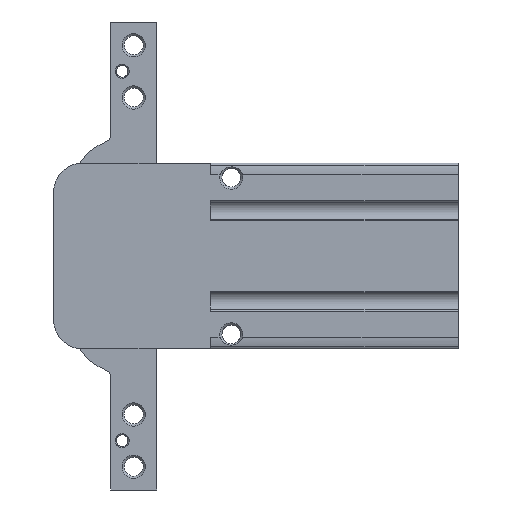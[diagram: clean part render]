
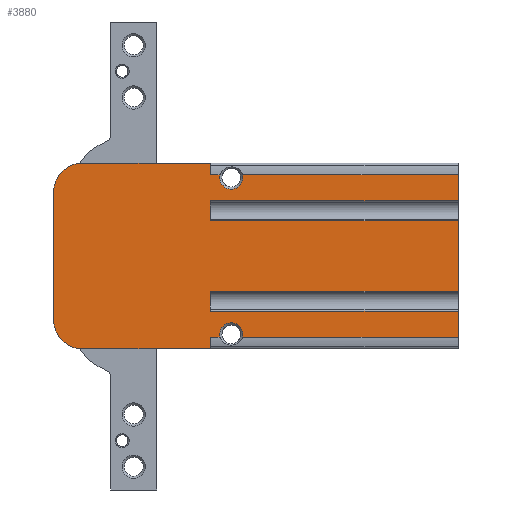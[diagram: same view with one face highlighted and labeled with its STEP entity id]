
A CAD part, left-side view. The second image highlights one B-rep face of the part: STEP entity #3880.
In plain terms, the highlighted planar face has unit normal (-1, 0, 0).
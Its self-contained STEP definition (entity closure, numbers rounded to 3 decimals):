
#236=LINE('',#5852,#555);
#247=LINE('',#5878,#566);
#274=LINE('',#6004,#593);
#276=LINE('',#6012,#595);
#303=LINE('',#6143,#622);
#305=LINE('',#6151,#624);
#318=LINE('',#6215,#637);
#323=LINE('',#6239,#642);
#347=LINE('',#6329,#666);
#361=LINE('',#6368,#680);
#363=LINE('',#6372,#682);
#364=LINE('',#6373,#683);
#365=LINE('',#6375,#684);
#366=LINE('',#6377,#685);
#367=LINE('',#6379,#686);
#368=LINE('',#6380,#687);
#369=LINE('',#6382,#688);
#370=LINE('',#6384,#689);
#555=VECTOR('',#4614,1000.);
#566=VECTOR('',#4631,1000.);
#593=VECTOR('',#4714,1000.);
#595=VECTOR('',#4720,1000.);
#622=VECTOR('',#4791,1000.);
#624=VECTOR('',#4797,1000.);
#637=VECTOR('',#4840,1000.);
#642=VECTOR('',#4859,1000.);
#666=VECTOR('',#4935,1000.);
#680=VECTOR('',#4967,1000.);
#682=VECTOR('',#4973,1000.);
#683=VECTOR('',#4974,1000.);
#684=VECTOR('',#4977,1000.);
#685=VECTOR('',#4978,1000.);
#686=VECTOR('',#4979,1000.);
#687=VECTOR('',#4980,1000.);
#688=VECTOR('',#4981,1000.);
#689=VECTOR('',#4982,1000.);
#1170=ORIENTED_EDGE('',*,*,#2220,.T.);
#1171=ORIENTED_EDGE('',*,*,#2061,.F.);
#1172=ORIENTED_EDGE('',*,*,#2221,.T.);
#1173=ORIENTED_EDGE('',*,*,#1995,.F.);
#1174=ORIENTED_EDGE('',*,*,#2013,.F.);
#1175=ORIENTED_EDGE('',*,*,#2218,.F.);
#1176=ORIENTED_EDGE('',*,*,#2010,.F.);
#1177=ORIENTED_EDGE('',*,*,#2008,.T.);
#1178=ORIENTED_EDGE('',*,*,#2222,.T.);
#1179=ORIENTED_EDGE('',*,*,#2106,.T.);
#1180=ORIENTED_EDGE('',*,*,#2223,.T.);
#1181=ORIENTED_EDGE('',*,*,#2110,.T.);
#1182=ORIENTED_EDGE('',*,*,#2147,.T.);
#1183=ORIENTED_EDGE('',*,*,#2224,.F.);
#1184=ORIENTED_EDGE('',*,*,#2225,.T.);
#1185=ORIENTED_EDGE('',*,*,#2226,.T.);
#1186=ORIENTED_EDGE('',*,*,#2135,.T.);
#1187=ORIENTED_EDGE('',*,*,#2227,.F.);
#1188=ORIENTED_EDGE('',*,*,#2228,.T.);
#1189=ORIENTED_EDGE('',*,*,#2229,.T.);
#1190=ORIENTED_EDGE('',*,*,#2197,.T.);
#1191=ORIENTED_EDGE('',*,*,#2057,.F.);
#1995=EDGE_CURVE('',#2548,#2549,#236,.T.);
#2008=EDGE_CURVE('',#2561,#2560,#247,.T.);
#2010=EDGE_CURVE('',#2561,#2562,#2923,.T.);
#2013=EDGE_CURVE('',#2563,#2548,#2924,.T.);
#2057=EDGE_CURVE('',#2600,#2602,#274,.T.);
#2061=EDGE_CURVE('',#2605,#2601,#276,.T.);
#2106=EDGE_CURVE('',#2642,#2640,#303,.T.);
#2110=EDGE_CURVE('',#2641,#2645,#305,.T.);
#2135=EDGE_CURVE('',#2666,#2665,#318,.T.);
#2147=EDGE_CURVE('',#2645,#2677,#323,.T.);
#2197=EDGE_CURVE('',#2718,#2602,#347,.T.);
#2218=EDGE_CURVE('',#2562,#2563,#361,.T.);
#2220=EDGE_CURVE('',#2600,#2601,#2999,.T.);
#2221=EDGE_CURVE('',#2605,#2549,#363,.T.);
#2222=EDGE_CURVE('',#2560,#2642,#364,.T.);
#2223=EDGE_CURVE('',#2640,#2641,#3000,.T.);
#2224=EDGE_CURVE('',#2734,#2677,#365,.T.);
#2225=EDGE_CURVE('',#2734,#2735,#366,.T.);
#2226=EDGE_CURVE('',#2735,#2666,#367,.T.);
#2227=EDGE_CURVE('',#2736,#2665,#368,.T.);
#2228=EDGE_CURVE('',#2736,#2737,#369,.T.);
#2229=EDGE_CURVE('',#2737,#2718,#370,.T.);
#2548=VERTEX_POINT('',#5851);
#2549=VERTEX_POINT('',#5853);
#2560=VERTEX_POINT('',#5877);
#2561=VERTEX_POINT('',#5879);
#2562=VERTEX_POINT('',#5883);
#2563=VERTEX_POINT('',#5887);
#2600=VERTEX_POINT('',#6002);
#2601=VERTEX_POINT('',#6003);
#2602=VERTEX_POINT('',#6005);
#2605=VERTEX_POINT('',#6011);
#2640=VERTEX_POINT('',#6141);
#2641=VERTEX_POINT('',#6142);
#2642=VERTEX_POINT('',#6144);
#2645=VERTEX_POINT('',#6150);
#2665=VERTEX_POINT('',#6214);
#2666=VERTEX_POINT('',#6216);
#2677=VERTEX_POINT('',#6238);
#2718=VERTEX_POINT('',#6330);
#2734=VERTEX_POINT('',#6376);
#2735=VERTEX_POINT('',#6378);
#2736=VERTEX_POINT('',#6381);
#2737=VERTEX_POINT('',#6383);
#2923=CIRCLE('',#4125,5.);
#2924=CIRCLE('',#4127,5.);
#2999=CIRCLE('',#4236,2.);
#3000=CIRCLE('',#4237,2.);
#3177=EDGE_LOOP('',(#1170,#1171,#1172,#1173,#1174,#1175,#1176,#1177,#1178,
#1179,#1180,#1181,#1182,#1183,#1184,#1185,#1186,#1187,#1188,#1189,#1190,
#1191));
#3484=FACE_BOUND('',#3177,.T.);
#3766=PLANE('',#4235);
#3880=ADVANCED_FACE('',(#3484),#3766,.F.);
#4125=AXIS2_PLACEMENT_3D('',#5882,#4635,#4636);
#4127=AXIS2_PLACEMENT_3D('',#5888,#4641,#4642);
#4235=AXIS2_PLACEMENT_3D('',#6370,#4969,#4970);
#4236=AXIS2_PLACEMENT_3D('',#6371,#4971,#4972);
#4237=AXIS2_PLACEMENT_3D('',#6374,#4975,#4976);
#4614=DIRECTION('',(0.,-1.,0.));
#4631=DIRECTION('',(0.,-1.,0.));
#4635=DIRECTION('',(1.,0.,0.));
#4636=DIRECTION('',(0.,0.,-1.));
#4641=DIRECTION('',(1.,0.,0.));
#4642=DIRECTION('',(0.,0.,-1.));
#4714=DIRECTION('',(0.,-1.,0.));
#4720=DIRECTION('',(0.,-1.,0.));
#4791=DIRECTION('',(0.,-1.,0.));
#4797=DIRECTION('',(0.,-1.,0.));
#4840=DIRECTION('',(0.,0.,1.));
#4859=DIRECTION('',(0.,0.,1.));
#4935=DIRECTION('',(0.,0.,1.));
#4967=DIRECTION('',(0.,0.,1.));
#4969=DIRECTION('',(1.,0.,0.));
#4970=DIRECTION('',(0.,0.,-1.));
#4971=DIRECTION('',(1.,0.,0.));
#4972=DIRECTION('',(0.,0.,-1.));
#4973=DIRECTION('',(0.,0.,1.));
#4974=DIRECTION('',(0.,0.,1.));
#4975=DIRECTION('',(1.,0.,0.));
#4976=DIRECTION('',(0.,0.,-1.));
#4977=DIRECTION('',(0.,-1.,0.));
#4978=DIRECTION('',(0.,0.,1.));
#4979=DIRECTION('',(0.,-1.,0.));
#4980=DIRECTION('',(0.,-1.,0.));
#4981=DIRECTION('',(0.,0.,1.));
#4982=DIRECTION('',(0.,-1.,0.));
#5851=CARTESIAN_POINT('',(-10.,64.7,16.));
#5852=CARTESIAN_POINT('',(-10.,69.7,16.));
#5853=CARTESIAN_POINT('',(-10.,42.7,16.));
#5877=CARTESIAN_POINT('',(-10.,42.7,-16.));
#5878=CARTESIAN_POINT('',(-10.,69.7,-16.));
#5879=CARTESIAN_POINT('',(-10.,64.7,-16.));
#5882=CARTESIAN_POINT('',(-10.,64.7,-11.));
#5883=CARTESIAN_POINT('',(-10.,69.7,-11.));
#5887=CARTESIAN_POINT('',(-10.,69.7,11.));
#5888=CARTESIAN_POINT('',(-10.,64.7,11.));
#6002=CARTESIAN_POINT('',(-10.,37.164,14.));
#6003=CARTESIAN_POINT('',(-10.,41.036,14.));
#6004=CARTESIAN_POINT('',(-10.,42.7,14.));
#6005=CARTESIAN_POINT('',(-10.,0.,14.));
#6011=CARTESIAN_POINT('',(-10.,42.7,14.));
#6012=CARTESIAN_POINT('',(-10.,42.7,14.));
#6141=CARTESIAN_POINT('',(-10.,41.036,-14.));
#6142=CARTESIAN_POINT('',(-10.,37.164,-14.));
#6143=CARTESIAN_POINT('',(-10.,42.7,-14.));
#6144=CARTESIAN_POINT('',(-10.,42.7,-14.));
#6150=CARTESIAN_POINT('',(-10.,0.,-14.));
#6151=CARTESIAN_POINT('',(-10.,42.7,-14.));
#6214=CARTESIAN_POINT('',(-10.,0.,6.1));
#6215=CARTESIAN_POINT('',(-10.,0.,-16.));
#6216=CARTESIAN_POINT('',(-10.,0.,-6.1));
#6238=CARTESIAN_POINT('',(-10.,0.,-9.5));
#6239=CARTESIAN_POINT('',(-10.,0.,-16.));
#6329=CARTESIAN_POINT('',(-10.,0.,-16.));
#6330=CARTESIAN_POINT('',(-10.,0.,9.5));
#6368=CARTESIAN_POINT('',(-10.,69.7,-16.));
#6370=CARTESIAN_POINT('',(-10.,69.7,-16.));
#6371=CARTESIAN_POINT('',(-10.,39.1,13.5));
#6372=CARTESIAN_POINT('',(-10.,42.7,-16.));
#6373=CARTESIAN_POINT('',(-10.,42.7,-16.));
#6374=CARTESIAN_POINT('',(-10.,39.1,-13.5));
#6375=CARTESIAN_POINT('',(-10.,42.7,-9.5));
#6376=CARTESIAN_POINT('',(-10.,42.7,-9.5));
#6377=CARTESIAN_POINT('',(-10.,42.7,-9.5));
#6378=CARTESIAN_POINT('',(-10.,42.7,-6.1));
#6379=CARTESIAN_POINT('',(-10.,42.7,-6.1));
#6380=CARTESIAN_POINT('',(-10.,42.7,6.1));
#6381=CARTESIAN_POINT('',(-10.,42.7,6.1));
#6382=CARTESIAN_POINT('',(-10.,42.7,6.1));
#6383=CARTESIAN_POINT('',(-10.,42.7,9.5));
#6384=CARTESIAN_POINT('',(-10.,42.7,9.5));
